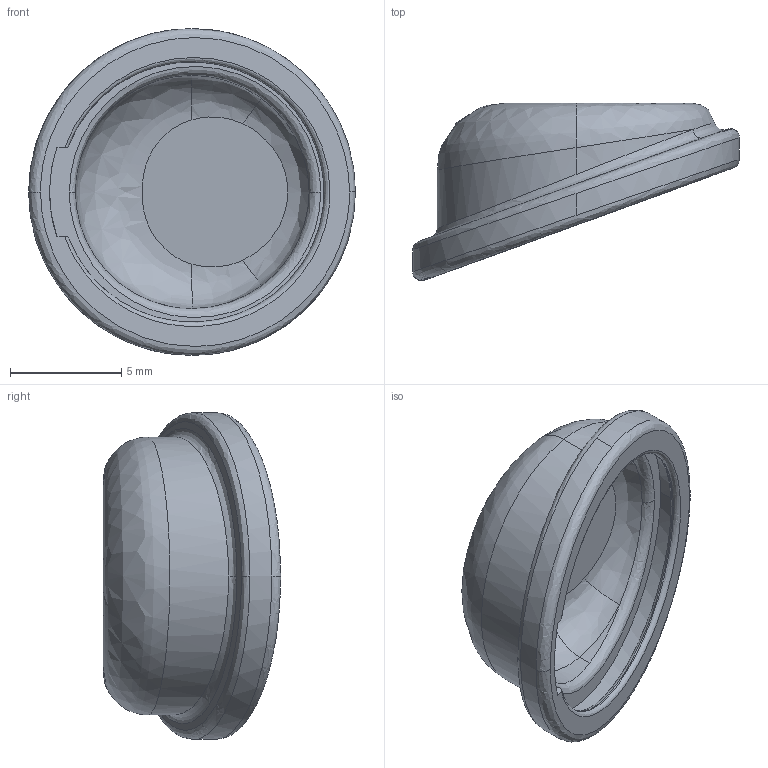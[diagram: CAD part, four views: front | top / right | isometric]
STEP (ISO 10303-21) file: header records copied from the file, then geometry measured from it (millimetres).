
FILE_DESCRIPTION (( 'STEP AP203' ), '1' );
FILE_NAME ('J3-裔赽.STEP', '2024-09-28T08:43:26', ( '' ), ( '' ), 'SwSTEP 2.0', 'SolidWorks 2022', '' );
FILE_SCHEMA (( 'CONFIG_CONTROL_DESIGN' ));
Length unit declared in the file: millimetre
Products named in the file (1): J3-裔赽
Bounding box: 14.7 x 7.98 x 14.7 mm (x, y, z)
Volume: 311.1 mm3; surface area: 662.2 mm2
Topology: 1 solids, 1 shells, 37 faces, 86 edges, 54 vertices
Faces by surface type: bspline 21, cylinder 8, plane 8
Entity records: 3906 total; most frequent: CARTESIAN_POINT 3216, ORIENTED_EDGE 172, EDGE_CURVE 86, DIRECTION 64, VERTEX_POINT 54, EDGE_LOOP 40, FACE_OUTER_BOUND 37, ADVANCED_FACE 37
